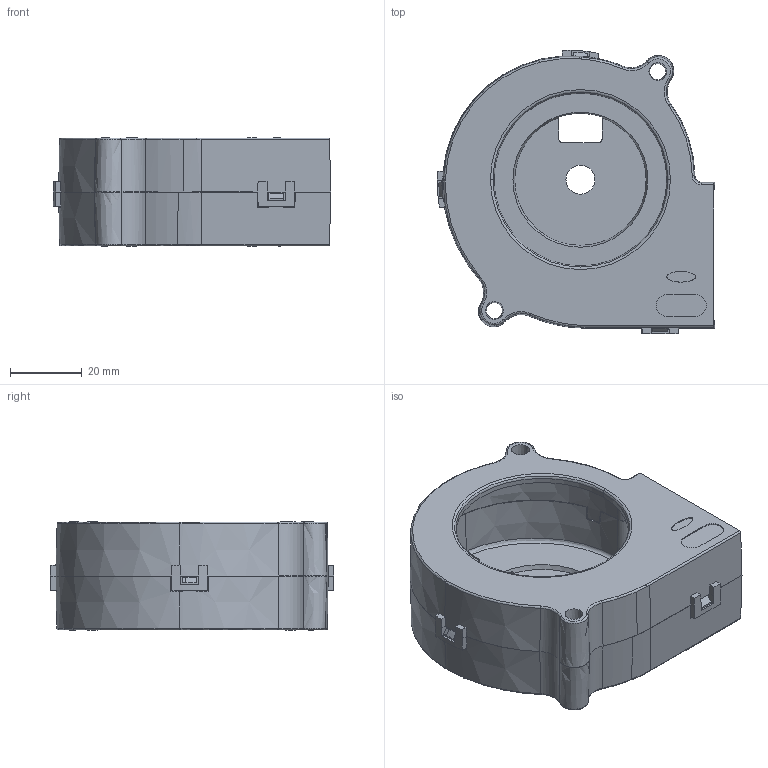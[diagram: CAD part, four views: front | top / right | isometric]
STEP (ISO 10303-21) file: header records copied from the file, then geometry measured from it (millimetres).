
FILE_DESCRIPTION((''),'2;1');
FILE_NAME('1_ASM_ASM','2017-05-27T',('Administrator'),(''),'PRO/ENGINEER BY PARAMETRIC TECHNOLOGY CORPORATION, 2010280','PRO/ENGINEER BY PARAMETRIC TECHNOLOGY CORPORATION, 2010280','');
FILE_SCHEMA(('CONFIG_CONTROL_DESIGN'));
Length unit declared in the file: millimetre
Products named in the file (5): 7-18-2_4; 7-18-1_3; ZP_ASM_1_ASM; 1_ASM_3_ASM; 1_ASM_ASM
Assembly tree (4 placements, depth 4):
  1_ASM_ASM
    1_ASM_3_ASM
      ZP_ASM_1_ASM
        7-18-2_4
        7-18-1_3
Bounding box: 77.04 x 78.66 x 30 mm (x, y, z)
Volume: 28391.9 mm3; surface area: 31076.3 mm2
Topology: 2 solids, 2 shells, 401 faces, 1156 edges, 765 vertices
Faces by surface type: plane 174, cone 95, cylinder 79, torus 31, bspline 18, sphere 2, extrusion 2
Entity records: 15647 total; most frequent: CARTESIAN_POINT 5028, ORIENTED_EDGE 2310, DIRECTION 2139, EDGE_CURVE 1155, AXIS2_PLACEMENT_3D 812, VERTEX_POINT 765, VECTOR 515, LINE 513
